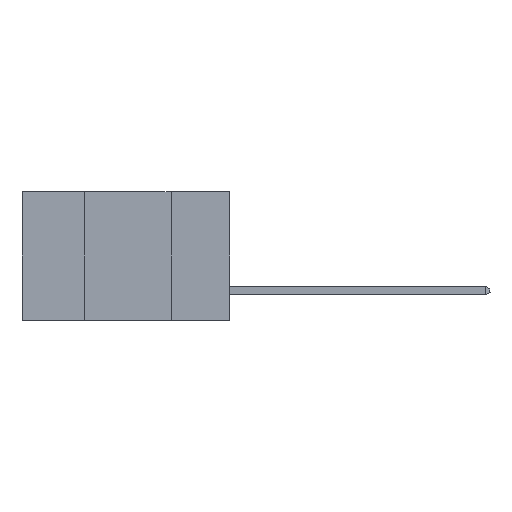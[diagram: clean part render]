
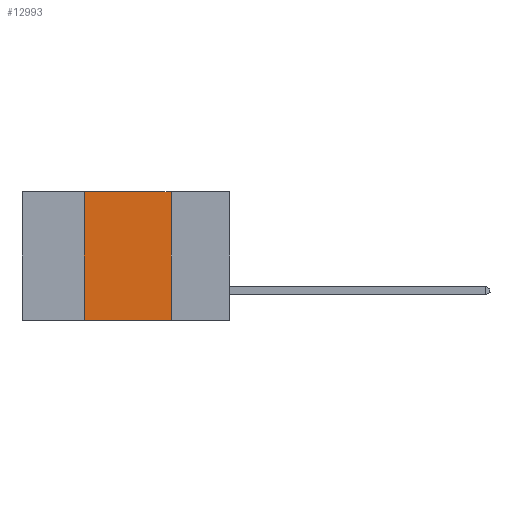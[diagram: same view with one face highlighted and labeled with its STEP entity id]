
A CAD part, left-side view. The second image highlights one B-rep face of the part: STEP entity #12993.
In plain terms, the highlighted planar face has unit normal (-1, 0, 0).
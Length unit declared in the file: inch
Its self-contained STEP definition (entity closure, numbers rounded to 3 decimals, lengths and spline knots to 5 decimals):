
#3863 = EDGE_CURVE ( 'NONE', #13795, #32025, #20706, .T. ) ;
#6579 = CARTESIAN_POINT ( 'NONE',  ( 0., 0.6, -0.37 ) ) ;
#6852 = VERTEX_POINT ( 'NONE', #11792 ) ;
#7656 = CARTESIAN_POINT ( 'NONE',  ( 0., 0.17, 0. ) ) ;
#8106 = CARTESIAN_POINT ( 'NONE',  ( 0., 0.42, 0. ) ) ;
#8145 = LINE ( 'NONE', #20336, #27324 ) ;
#9116 = DIRECTION ( 'NONE',  ( 0., -1., 0. ) ) ;
#9942 = DIRECTION ( 'NONE',  ( 1., 0., 0. ) ) ;
#11792 = CARTESIAN_POINT ( 'NONE',  ( 0., 0.42, 0. ) ) ;
#11861 = ORIENTED_EDGE ( 'NONE', *, *, #3863, .F. ) ;
#11865 = FACE_OUTER_BOUND ( 'NONE', #25599, .T. ) ;
#12588 = CARTESIAN_POINT ( 'NONE',  ( 0., 0.6, 0. ) ) ;
#12993 = ADVANCED_FACE ( 'NONE', ( #11865 ), #27760, .F. ) ;
#13210 = DIRECTION ( 'NONE',  ( 0., -1., 0. ) ) ;
#13795 = VERTEX_POINT ( 'NONE', #7656 ) ;
#14183 = DIRECTION ( 'NONE',  ( 0., 0., -1. ) ) ;
#14475 = EDGE_CURVE ( 'NONE', #6852, #13795, #8145, .T. ) ;
#15045 = ORIENTED_EDGE ( 'NONE', *, *, #23917, .T. ) ;
#17386 = CARTESIAN_POINT ( 'NONE',  ( 0., 0.42, -0.37 ) ) ;
#18353 = EDGE_CURVE ( 'NONE', #20111, #6852, #28242, .T. ) ;
#18767 = VECTOR ( 'NONE', #14183, 39.37008 ) ;
#19445 = CARTESIAN_POINT ( 'NONE',  ( 0., 0.17, 0. ) ) ;
#20111 = VERTEX_POINT ( 'NONE', #17386 ) ;
#20336 = CARTESIAN_POINT ( 'NONE',  ( 0., 0.6, 0. ) ) ;
#20706 = LINE ( 'NONE', #19445, #18767 ) ;
#23522 = ORIENTED_EDGE ( 'NONE', *, *, #18353, .F. ) ;
#23917 = EDGE_CURVE ( 'NONE', #20111, #32025, #24373, .T. ) ;
#24373 = LINE ( 'NONE', #6579, #30645 ) ;
#24914 = AXIS2_PLACEMENT_3D ( 'NONE', #12588, #9942, #27651 ) ;
#25487 = DIRECTION ( 'NONE',  ( 0., 0., 1. ) ) ;
#25599 = EDGE_LOOP ( 'NONE', ( #11861, #31083, #23522, #15045 ) ) ;
#27324 = VECTOR ( 'NONE', #13210, 39.37008 ) ;
#27651 = DIRECTION ( 'NONE',  ( 0., 0., -1. ) ) ;
#27760 = PLANE ( 'NONE',  #24914 ) ;
#28242 = LINE ( 'NONE', #8106, #30983 ) ;
#30645 = VECTOR ( 'NONE', #9116, 39.37008 ) ;
#30983 = VECTOR ( 'NONE', #25487, 39.37008 ) ;
#31083 = ORIENTED_EDGE ( 'NONE', *, *, #14475, .F. ) ;
#31861 = CARTESIAN_POINT ( 'NONE',  ( 0., 0.17, -0.37 ) ) ;
#32025 = VERTEX_POINT ( 'NONE', #31861 ) ;
